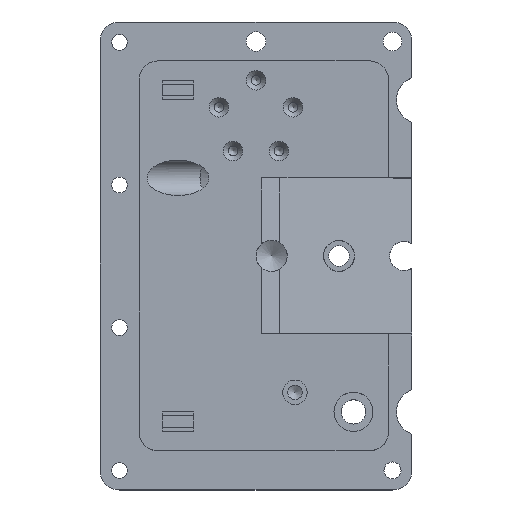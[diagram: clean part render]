
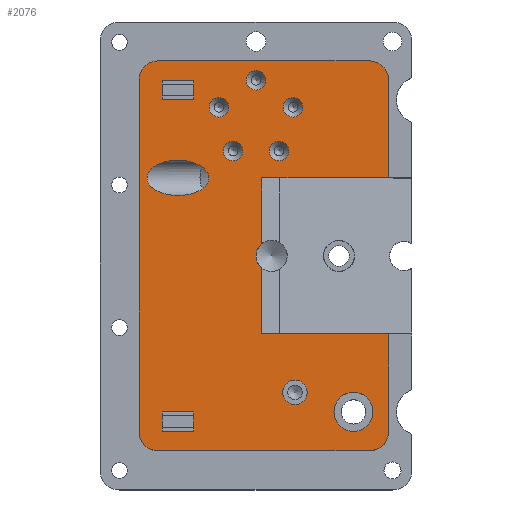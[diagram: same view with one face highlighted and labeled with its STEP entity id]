
A CAD part, top view. The second image highlights one B-rep face of the part: STEP entity #2076.
In plain terms, the highlighted planar face has unit normal (0, 0, 1).
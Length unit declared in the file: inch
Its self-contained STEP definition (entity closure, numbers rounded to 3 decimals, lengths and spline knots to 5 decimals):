
#98=ELLIPSE('',#2252,0.39709,0.2265);
#151=LINE('',#3133,#331);
#161=LINE('',#3159,#341);
#167=LINE('',#3172,#347);
#171=LINE('',#3181,#351);
#175=LINE('',#3190,#355);
#177=LINE('',#3200,#357);
#180=LINE('',#3206,#360);
#235=LINE('',#3465,#415);
#236=LINE('',#3467,#416);
#237=LINE('',#3487,#417);
#239=LINE('',#3491,#419);
#242=LINE('',#3505,#422);
#244=LINE('',#3509,#424);
#245=LINE('',#3511,#425);
#246=LINE('',#3513,#426);
#247=LINE('',#3515,#427);
#248=LINE('',#3516,#428);
#331=VECTOR('',#2486,39.37008);
#341=VECTOR('',#2506,39.37008);
#347=VECTOR('',#2514,39.37008);
#351=VECTOR('',#2520,39.37008);
#355=VECTOR('',#2526,39.37008);
#357=VECTOR('',#2536,39.37008);
#360=VECTOR('',#2541,39.37008);
#415=VECTOR('',#2816,39.37008);
#416=VECTOR('',#2819,39.37008);
#417=VECTOR('',#2846,39.37008);
#419=VECTOR('',#2850,39.37008);
#422=VECTOR('',#2871,39.37008);
#424=VECTOR('',#2875,39.37008);
#425=VECTOR('',#2878,39.37008);
#426=VECTOR('',#2879,39.37008);
#427=VECTOR('',#2880,39.37008);
#428=VECTOR('',#2881,39.37008);
#808=ORIENTED_EDGE('',*,*,#1213,.F.);
#809=ORIENTED_EDGE('',*,*,#1214,.F.);
#810=ORIENTED_EDGE('',*,*,#1215,.F.);
#811=ORIENTED_EDGE('',*,*,#1072,.F.);
#812=ORIENTED_EDGE('',*,*,#1238,.T.);
#813=ORIENTED_EDGE('',*,*,#1239,.T.);
#814=ORIENTED_EDGE('',*,*,#1240,.F.);
#815=ORIENTED_EDGE('',*,*,#1218,.F.);
#816=ORIENTED_EDGE('',*,*,#1217,.F.);
#817=ORIENTED_EDGE('',*,*,#1102,.T.);
#818=ORIENTED_EDGE('',*,*,#1105,.T.);
#819=ORIENTED_EDGE('',*,*,#1219,.F.);
#820=ORIENTED_EDGE('',*,*,#1220,.F.);
#821=ORIENTED_EDGE('',*,*,#1221,.F.);
#822=ORIENTED_EDGE('',*,*,#1222,.F.);
#823=ORIENTED_EDGE('',*,*,#1100,.T.);
#824=ORIENTED_EDGE('',*,*,#1237,.T.);
#825=ORIENTED_EDGE('',*,*,#1235,.T.);
#826=ORIENTED_EDGE('',*,*,#1084,.F.);
#827=ORIENTED_EDGE('',*,*,#1234,.T.);
#828=ORIENTED_EDGE('',*,*,#1090,.F.);
#829=ORIENTED_EDGE('',*,*,#1233,.T.);
#830=ORIENTED_EDGE('',*,*,#1094,.F.);
#831=ORIENTED_EDGE('',*,*,#1232,.T.);
#832=ORIENTED_EDGE('',*,*,#1098,.F.);
#833=ORIENTED_EDGE('',*,*,#1230,.T.);
#834=ORIENTED_EDGE('',*,*,#1241,.F.);
#835=ORIENTED_EDGE('',*,*,#1228,.F.);
#836=ORIENTED_EDGE('',*,*,#1226,.T.);
#837=ORIENTED_EDGE('',*,*,#1223,.F.);
#1072=EDGE_CURVE('',#1352,#1353,#151,.T.);
#1084=EDGE_CURVE('',#1362,#1363,#161,.T.);
#1090=EDGE_CURVE('',#1368,#1366,#167,.T.);
#1094=EDGE_CURVE('',#1372,#1370,#171,.T.);
#1098=EDGE_CURVE('',#1376,#1374,#175,.T.);
#1100=EDGE_CURVE('',#1378,#1378,#98,.T.);
#1102=EDGE_CURVE('',#1381,#1379,#177,.T.);
#1105=EDGE_CURVE('',#1379,#1383,#180,.T.);
#1213=EDGE_CURVE('',#1473,#1473,#2200,.T.);
#1214=EDGE_CURVE('',#1474,#1474,#2201,.T.);
#1215=EDGE_CURVE('',#1475,#1475,#2202,.T.);
#1217=EDGE_CURVE('',#1381,#1476,#235,.T.);
#1218=EDGE_CURVE('',#1476,#1383,#236,.T.);
#1219=EDGE_CURVE('',#1477,#1477,#2203,.T.);
#1220=EDGE_CURVE('',#1478,#1478,#2204,.T.);
#1221=EDGE_CURVE('',#1479,#1479,#2205,.T.);
#1222=EDGE_CURVE('',#1480,#1480,#2206,.T.);
#1223=EDGE_CURVE('',#1481,#1482,#2207,.T.);
#1226=EDGE_CURVE('',#1483,#1482,#237,.T.);
#1228=EDGE_CURVE('',#1483,#1484,#239,.T.);
#1230=EDGE_CURVE('',#1376,#1485,#2208,.T.);
#1232=EDGE_CURVE('',#1372,#1374,#2209,.T.);
#1233=EDGE_CURVE('',#1368,#1370,#2210,.T.);
#1234=EDGE_CURVE('',#1362,#1366,#2211,.T.);
#1235=EDGE_CURVE('',#1486,#1363,#242,.T.);
#1237=EDGE_CURVE('',#1481,#1486,#244,.T.);
#1238=EDGE_CURVE('',#1352,#1487,#245,.T.);
#1239=EDGE_CURVE('',#1487,#1488,#246,.T.);
#1240=EDGE_CURVE('',#1353,#1488,#247,.T.);
#1241=EDGE_CURVE('',#1484,#1485,#248,.T.);
#1352=VERTEX_POINT('',#3134);
#1353=VERTEX_POINT('',#3135);
#1362=VERTEX_POINT('',#3158);
#1363=VERTEX_POINT('',#3160);
#1366=VERTEX_POINT('',#3167);
#1368=VERTEX_POINT('',#3171);
#1370=VERTEX_POINT('',#3176);
#1372=VERTEX_POINT('',#3180);
#1374=VERTEX_POINT('',#3185);
#1376=VERTEX_POINT('',#3189);
#1378=VERTEX_POINT('',#3195);
#1379=VERTEX_POINT('',#3198);
#1381=VERTEX_POINT('',#3201);
#1383=VERTEX_POINT('',#3207);
#1473=VERTEX_POINT('',#3455);
#1474=VERTEX_POINT('',#3458);
#1475=VERTEX_POINT('',#3461);
#1476=VERTEX_POINT('',#3464);
#1477=VERTEX_POINT('',#3470);
#1478=VERTEX_POINT('',#3473);
#1479=VERTEX_POINT('',#3476);
#1480=VERTEX_POINT('',#3479);
#1481=VERTEX_POINT('',#3482);
#1482=VERTEX_POINT('',#3483);
#1483=VERTEX_POINT('',#3488);
#1484=VERTEX_POINT('',#3492);
#1485=VERTEX_POINT('',#3496);
#1486=VERTEX_POINT('',#3506);
#1487=VERTEX_POINT('',#3512);
#1488=VERTEX_POINT('',#3514);
#1682=EDGE_LOOP('',(#808));
#1683=EDGE_LOOP('',(#809));
#1684=EDGE_LOOP('',(#810));
#1685=EDGE_LOOP('',(#811,#812,#813,#814));
#1686=EDGE_LOOP('',(#815,#816,#817,#818));
#1687=EDGE_LOOP('',(#819));
#1688=EDGE_LOOP('',(#820));
#1689=EDGE_LOOP('',(#821));
#1690=EDGE_LOOP('',(#822));
#1691=EDGE_LOOP('',(#823));
#1692=EDGE_LOOP('',(#824,#825,#826,#827,#828,#829,#830,#831,#832,#833,#834,
#835,#836,#837));
#1874=FACE_BOUND('',#1682,.T.);
#1875=FACE_BOUND('',#1683,.T.);
#1876=FACE_BOUND('',#1684,.T.);
#1877=FACE_BOUND('',#1685,.T.);
#1878=FACE_BOUND('',#1686,.T.);
#1879=FACE_BOUND('',#1687,.T.);
#1880=FACE_BOUND('',#1688,.T.);
#1881=FACE_BOUND('',#1689,.T.);
#1882=FACE_BOUND('',#1690,.T.);
#1883=FACE_BOUND('',#1691,.T.);
#1884=FACE_BOUND('',#1692,.T.);
#1966=PLANE('',#2390);
#2076=ADVANCED_FACE('',(#1874,#1875,#1876,#1877,#1878,#1879,#1880,#1881,
#1882,#1883,#1884),#1966,.T.);
#2200=CIRCLE('',#2359,0.125);
#2201=CIRCLE('',#2361,0.125);
#2202=CIRCLE('',#2363,0.125);
#2203=CIRCLE('',#2367,0.25);
#2204=CIRCLE('',#2369,0.15625);
#2205=CIRCLE('',#2371,0.125);
#2206=CIRCLE('',#2373,0.125);
#2207=CIRCLE('',#2375,0.2);
#2208=CIRCLE('',#2381,0.25);
#2209=CIRCLE('',#2383,0.25);
#2210=CIRCLE('',#2385,0.25);
#2211=CIRCLE('',#2387,0.25);
#2252=AXIS2_PLACEMENT_3D('',#3194,#2531,#2532);
#2359=AXIS2_PLACEMENT_3D('',#3454,#2803,#2804);
#2361=AXIS2_PLACEMENT_3D('',#3457,#2807,#2808);
#2363=AXIS2_PLACEMENT_3D('',#3460,#2811,#2812);
#2367=AXIS2_PLACEMENT_3D('',#3469,#2822,#2823);
#2369=AXIS2_PLACEMENT_3D('',#3472,#2826,#2827);
#2371=AXIS2_PLACEMENT_3D('',#3475,#2830,#2831);
#2373=AXIS2_PLACEMENT_3D('',#3478,#2834,#2835);
#2375=AXIS2_PLACEMENT_3D('',#3481,#2838,#2839);
#2381=AXIS2_PLACEMENT_3D('',#3495,#2854,#2855);
#2383=AXIS2_PLACEMENT_3D('',#3499,#2859,#2860);
#2385=AXIS2_PLACEMENT_3D('',#3501,#2863,#2864);
#2387=AXIS2_PLACEMENT_3D('',#3503,#2867,#2868);
#2390=AXIS2_PLACEMENT_3D('',#3510,#2876,#2877);
#2486=DIRECTION('',(0.,-1.,0.));
#2506=DIRECTION('',(0.,-1.,0.));
#2514=DIRECTION('',(1.,0.,0.));
#2520=DIRECTION('',(0.,1.,0.));
#2526=DIRECTION('',(-1.,0.,0.));
#2531=DIRECTION('',(0.,0.,-1.));
#2532=DIRECTION('',(1.,0.,0.));
#2536=DIRECTION('',(1.,0.,0.));
#2541=DIRECTION('',(0.,-1.,0.));
#2803=DIRECTION('',(0.,0.,1.));
#2804=DIRECTION('',(1.,0.,0.));
#2807=DIRECTION('',(0.,0.,1.));
#2808=DIRECTION('',(1.,0.,0.));
#2811=DIRECTION('',(0.,0.,1.));
#2812=DIRECTION('',(1.,0.,0.));
#2816=DIRECTION('',(0.,-1.,0.));
#2819=DIRECTION('',(1.,0.,0.));
#2822=DIRECTION('',(0.,0.,1.));
#2823=DIRECTION('',(1.,0.,0.));
#2826=DIRECTION('',(0.,0.,1.));
#2827=DIRECTION('',(1.,0.,0.));
#2830=DIRECTION('',(0.,0.,1.));
#2831=DIRECTION('',(1.,0.,0.));
#2834=DIRECTION('',(0.,0.,1.));
#2835=DIRECTION('',(1.,0.,0.));
#2838=DIRECTION('',(0.,0.,1.));
#2839=DIRECTION('',(1.,0.,0.));
#2846=DIRECTION('',(0.,1.,0.));
#2850=DIRECTION('',(1.,0.,0.));
#2854=DIRECTION('',(0.,0.,1.));
#2855=DIRECTION('',(1.,0.,0.));
#2859=DIRECTION('',(0.,0.,1.));
#2860=DIRECTION('',(1.,0.,0.));
#2863=DIRECTION('',(0.,0.,1.));
#2864=DIRECTION('',(1.,0.,0.));
#2867=DIRECTION('',(0.,0.,1.));
#2868=DIRECTION('',(1.,0.,0.));
#2871=DIRECTION('',(1.,0.,0.));
#2875=DIRECTION('',(0.,1.,0.));
#2876=DIRECTION('',(0.,0.,1.));
#2877=DIRECTION('',(1.,0.,0.));
#2878=DIRECTION('',(1.,0.,0.));
#2879=DIRECTION('',(0.,-1.,0.));
#2880=DIRECTION('',(1.,0.,0.));
#2881=DIRECTION('',(0.,-1.,0.));
#3133=CARTESIAN_POINT('',(-1.2,-2.125,1.25));
#3134=CARTESIAN_POINT('',(-1.2,-2.,1.25));
#3135=CARTESIAN_POINT('',(-1.2,-2.25,1.25));
#3158=CARTESIAN_POINT('',(1.7,2.25,1.25));
#3159=CARTESIAN_POINT('',(1.7,1.625,1.25));
#3160=CARTESIAN_POINT('',(1.7,1.,1.25));
#3167=CARTESIAN_POINT('',(1.45,2.5,1.25));
#3171=CARTESIAN_POINT('',(-1.25,2.5,1.25));
#3172=CARTESIAN_POINT('',(0.1,2.5,1.25));
#3176=CARTESIAN_POINT('',(-1.5,2.25,1.25));
#3180=CARTESIAN_POINT('',(-1.5,-2.25,1.25));
#3181=CARTESIAN_POINT('',(-1.5,0.,1.25));
#3185=CARTESIAN_POINT('',(-1.25,-2.5,1.25));
#3189=CARTESIAN_POINT('',(1.45,-2.5,1.25));
#3190=CARTESIAN_POINT('',(0.1,-2.5,1.25));
#3194=CARTESIAN_POINT('',(-1.,1.,1.25));
#3195=CARTESIAN_POINT('',(-0.60291,1.,1.25));
#3198=CARTESIAN_POINT('',(-0.8,2.25,1.25));
#3200=CARTESIAN_POINT('',(-1.,2.25,1.25));
#3201=CARTESIAN_POINT('',(-1.2,2.25,1.25));
#3206=CARTESIAN_POINT('',(-0.8,2.125,1.25));
#3207=CARTESIAN_POINT('',(-0.8,2.,1.25));
#3454=CARTESIAN_POINT('',(0.47553,1.90451,1.25));
#3455=CARTESIAN_POINT('',(0.60053,1.90451,1.25));
#3457=CARTESIAN_POINT('',(0.29389,1.34549,1.25));
#3458=CARTESIAN_POINT('',(0.41889,1.34549,1.25));
#3460=CARTESIAN_POINT('',(-0.29389,1.34549,1.25));
#3461=CARTESIAN_POINT('',(-0.16889,1.34549,1.25));
#3464=CARTESIAN_POINT('',(-1.2,2.,1.25));
#3465=CARTESIAN_POINT('',(-1.2,2.125,1.25));
#3467=CARTESIAN_POINT('',(-1.,2.,1.25));
#3469=CARTESIAN_POINT('',(1.25,-2.,1.25));
#3470=CARTESIAN_POINT('',(1.5,-2.,1.25));
#3472=CARTESIAN_POINT('',(0.5,-1.75,1.25));
#3473=CARTESIAN_POINT('',(0.65625,-1.75,1.25));
#3475=CARTESIAN_POINT('',(0.,2.25,1.25));
#3476=CARTESIAN_POINT('',(0.125,2.25,1.25));
#3478=CARTESIAN_POINT('',(-0.47553,1.90451,1.25));
#3479=CARTESIAN_POINT('',(-0.35053,1.90451,1.25));
#3481=CARTESIAN_POINT('',(0.2,0.,1.25));
#3482=CARTESIAN_POINT('',(0.075,0.15612,1.25));
#3483=CARTESIAN_POINT('',(0.075,-0.15612,1.25));
#3487=CARTESIAN_POINT('',(0.075,-0.57806,1.25));
#3488=CARTESIAN_POINT('',(0.075,-1.,1.25));
#3491=CARTESIAN_POINT('',(0.8875,-1.,1.25));
#3492=CARTESIAN_POINT('',(1.7,-1.,1.25));
#3495=CARTESIAN_POINT('',(1.45,-2.25,1.25));
#3496=CARTESIAN_POINT('',(1.7,-2.25,1.25));
#3499=CARTESIAN_POINT('',(-1.25,-2.25,1.25));
#3501=CARTESIAN_POINT('',(-1.25,2.25,1.25));
#3503=CARTESIAN_POINT('',(1.45,2.25,1.25));
#3505=CARTESIAN_POINT('',(0.8875,1.,1.25));
#3506=CARTESIAN_POINT('',(0.075,1.,1.25));
#3509=CARTESIAN_POINT('',(0.075,0.57806,1.25));
#3510=CARTESIAN_POINT('',(0.,0.,1.25));
#3511=CARTESIAN_POINT('',(-1.,-2.,1.25));
#3512=CARTESIAN_POINT('',(-0.8,-2.,1.25));
#3513=CARTESIAN_POINT('',(-0.8,-2.125,1.25));
#3514=CARTESIAN_POINT('',(-0.8,-2.25,1.25));
#3515=CARTESIAN_POINT('',(-1.,-2.25,1.25));
#3516=CARTESIAN_POINT('',(1.7,-1.625,1.25));
